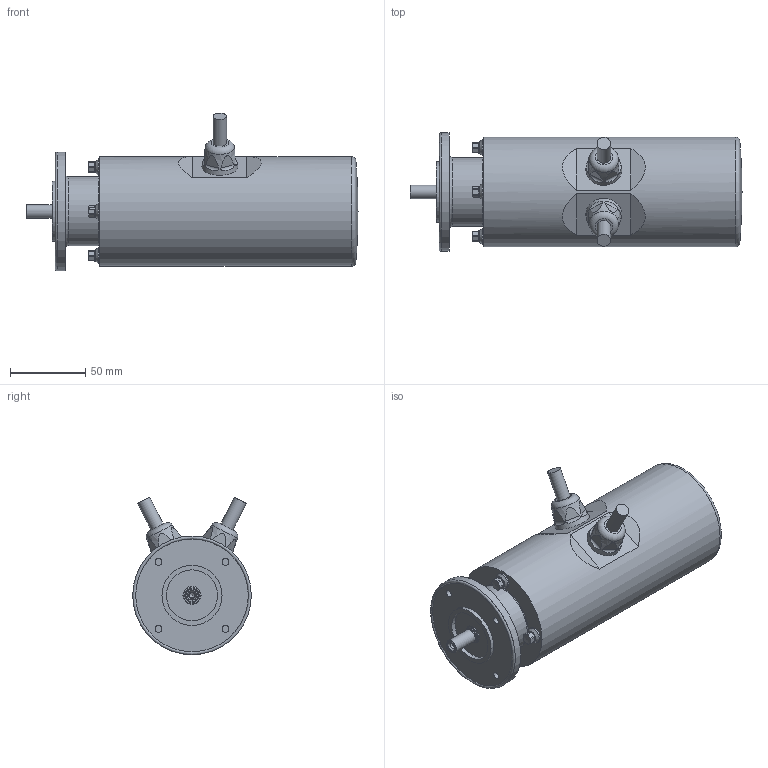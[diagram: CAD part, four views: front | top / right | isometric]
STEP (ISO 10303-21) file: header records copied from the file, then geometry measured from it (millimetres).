
FILE_DESCRIPTION(/* description */ (''),/* implementation_level */ '2;1');
FILE_NAME(/* name */ 'CM2H_KSYMotor-WelleB5-16X_01_KSY162_BremseKabelResolver.stp',/* time_stamp */ '2023-05-09T09:47:06+02:00',/* author */ (''),/* organization */ (''),/* preprocessor_version */ 'ST-DEVELOPER v16',/* originating_system */ 'SIEMENS PLM Software NX 10.0',/* authorisation */ '');
FILE_SCHEMA (('AUTOMOTIVE_DESIGN { 1 0 10303 214 3 1 1 1 }'));
Length unit declared in the file: millimetre
Products named in the file (3): Kabelverschr_16_SEW; KSY164HD_R4_SEW_B5_S77_Rumpf; KSY164HD_R4_SEW_B5_S77
Assembly tree (3 placements, depth 2):
  KSY164HD_R4_SEW_B5_S77
    KSY164HD_R4_SEW_B5_S77_Rumpf
    Kabelverschr_16_SEW  x2
Bounding box: 221 x 79 x 104.8 mm (x, y, z)
Volume: 794982.1 mm3; surface area: 65949.2 mm2
Topology: 3 solids, 3 shells, 146 faces, 332 edges, 214 vertices
Faces by surface type: cylinder 63, plane 58, cone 11, torus 9, sphere 4, bspline 1
Full cylindrical faces by diameter (mm): 3.432 x1, 4.5 x5, 7.65 x4, 8.5 x1, 9 x3, 10.8 x4, 12 x1, 16 x2, 34 x1, 40 x1, 46 x1, 73 x1, 75 x1, 79 x1
Entity records: 4507 total; most frequent: CARTESIAN_POINT 1634, DIRECTION 572, ORIENTED_EDGE 468, AXIS2_PLACEMENT_3D 243, EDGE_CURVE 234, EDGE_LOOP 202, VERTEX_POINT 177, FACE_BOUND 130
